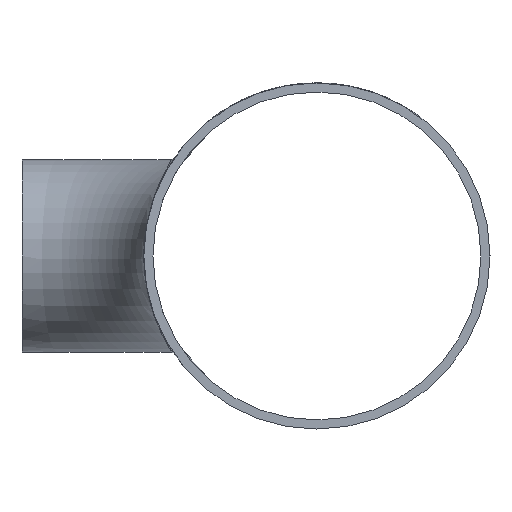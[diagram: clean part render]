
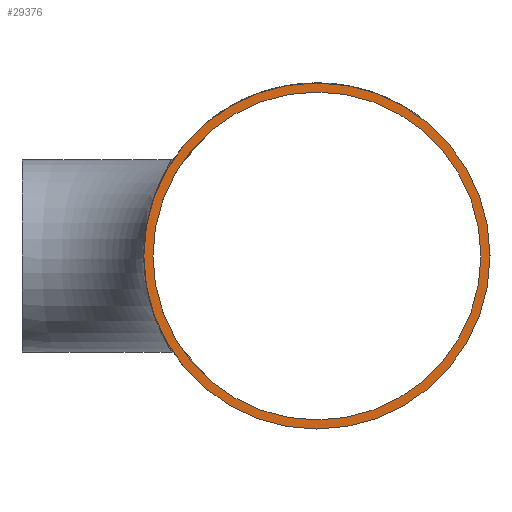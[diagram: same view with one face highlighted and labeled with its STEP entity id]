
A CAD part, left-side view. The second image highlights one B-rep face of the part: STEP entity #29376.
In plain terms, the highlighted planar face has unit normal (-1, 0, 0).
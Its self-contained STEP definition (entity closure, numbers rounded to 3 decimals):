
#1786 = EDGE_LOOP ( 'NONE', ( #28468 ) ) ;
#1949 = VERTEX_POINT ( 'NONE', #13518 ) ;
#2413 = DIRECTION ( 'NONE',  ( 1., 0., 0. ) ) ;
#2474 = DIRECTION ( 'NONE',  ( 0., 0., -1. ) ) ;
#2664 = AXIS2_PLACEMENT_3D ( 'NONE', #13089, #29548, #8638 ) ;
#4121 = EDGE_CURVE ( 'NONE', #1949, #1949, #8078, .T. ) ;
#4188 = PLANE ( 'NONE',  #26205 ) ;
#6830 = EDGE_LOOP ( 'NONE', ( #22042 ) ) ;
#7530 = CARTESIAN_POINT ( 'NONE',  ( -95., -64.84, 0. ) ) ;
#8078 = CIRCLE ( 'NONE', #2664, 36.05 ) ;
#8638 = DIRECTION ( 'NONE',  ( 0., 0., -1. ) ) ;
#8820 = DIRECTION ( 'NONE',  ( 1., 0., 0. ) ) ;
#10194 = AXIS2_PLACEMENT_3D ( 'NONE', #7530, #2413, #11820 ) ;
#11820 = DIRECTION ( 'NONE',  ( 0., 0., -1. ) ) ;
#13089 = CARTESIAN_POINT ( 'NONE',  ( -95., -64.84, 0. ) ) ;
#13518 = CARTESIAN_POINT ( 'NONE',  ( -95., -64.84, -36.05 ) ) ;
#16023 = CARTESIAN_POINT ( 'NONE',  ( -95., -64.84, 0. ) ) ;
#18378 = EDGE_CURVE ( 'NONE', #22721, #22721, #23451, .T. ) ;
#20723 = CARTESIAN_POINT ( 'NONE',  ( -95., -64.84, -38.05 ) ) ;
#22042 = ORIENTED_EDGE ( 'NONE', *, *, #18378, .F. ) ;
#22721 = VERTEX_POINT ( 'NONE', #20723 ) ;
#23451 = CIRCLE ( 'NONE', #10194, 38.05 ) ;
#26205 = AXIS2_PLACEMENT_3D ( 'NONE', #16023, #8820, #2474 ) ;
#27726 = FACE_BOUND ( 'NONE', #1786, .T. ) ;
#28468 = ORIENTED_EDGE ( 'NONE', *, *, #4121, .T. ) ;
#29376 = ADVANCED_FACE ( 'NONE', ( #27726, #30504 ), #4188, .F. ) ;
#29548 = DIRECTION ( 'NONE',  ( 1., 0., 0. ) ) ;
#30504 = FACE_OUTER_BOUND ( 'NONE', #6830, .T. ) ;
